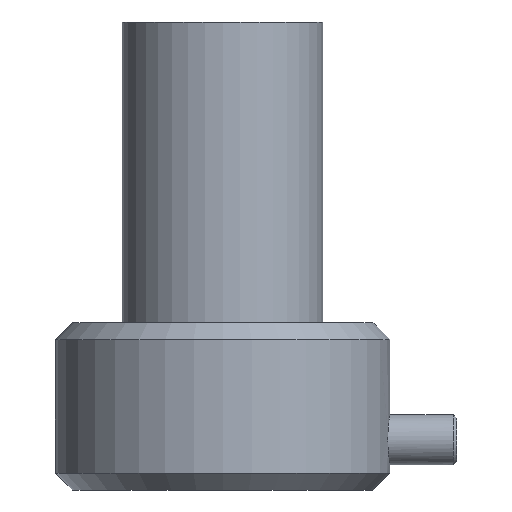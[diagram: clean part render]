
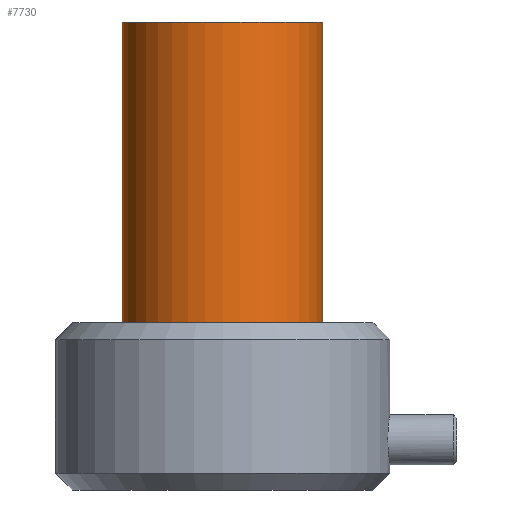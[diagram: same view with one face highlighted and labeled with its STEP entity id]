
A CAD part, front view. The second image highlights one B-rep face of the part: STEP entity #7730.
In plain terms, the highlighted cylindrical face has radius 3 mm (diameter 6 mm), a full revolution.
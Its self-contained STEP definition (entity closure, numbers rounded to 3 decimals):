
#48=CYLINDRICAL_SURFACE('',#8068,3.);
#54=CIRCLE('',#8058,3.);
#59=CIRCLE('',#8069,3.);
#1069=FACE_OUTER_BOUND('',#1544,.T.);
#1544=EDGE_LOOP('',(#6956,#6957,#6958,#6959));
#2264=LINE('',#13970,#2987);
#2987=VECTOR('',#9261,3.);
#3719=VERTEX_POINT('',#13951);
#3724=VERTEX_POINT('',#13969);
#4805=EDGE_CURVE('',#3719,#3719,#54,.T.);
#4812=EDGE_CURVE('',#3719,#3724,#2264,.T.);
#4813=EDGE_CURVE('',#3724,#3724,#59,.T.);
#6956=ORIENTED_EDGE('',*,*,#4805,.T.);
#6957=ORIENTED_EDGE('',*,*,#4812,.T.);
#6958=ORIENTED_EDGE('',*,*,#4813,.F.);
#6959=ORIENTED_EDGE('',*,*,#4812,.F.);
#7730=ADVANCED_FACE('',(#1069),#48,.T.);
#8058=AXIS2_PLACEMENT_3D('',#13952,#9237,#9238);
#8068=AXIS2_PLACEMENT_3D('',#13968,#9259,#9260);
#8069=AXIS2_PLACEMENT_3D('',#13971,#9262,#9263);
#9237=DIRECTION('center_axis',(0.,0.,-1.));
#9238=DIRECTION('ref_axis',(-1.,0.,0.));
#9259=DIRECTION('center_axis',(0.,0.,1.));
#9260=DIRECTION('ref_axis',(-1.,0.,0.));
#9261=DIRECTION('',(0.,0.,-1.));
#9262=DIRECTION('center_axis',(0.,0.,-1.));
#9263=DIRECTION('ref_axis',(-1.,0.,0.));
#13951=CARTESIAN_POINT('',(3.,0.,9.));
#13952=CARTESIAN_POINT('Origin',(0.,0.,9.));
#13968=CARTESIAN_POINT('Origin',(0.,0.,0.));
#13969=CARTESIAN_POINT('',(3.,0.,0.));
#13970=CARTESIAN_POINT('',(3.,0.,0.));
#13971=CARTESIAN_POINT('Origin',(0.,0.,0.));
